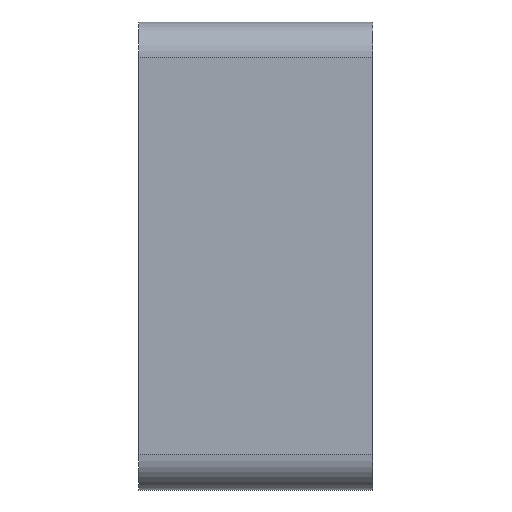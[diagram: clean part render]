
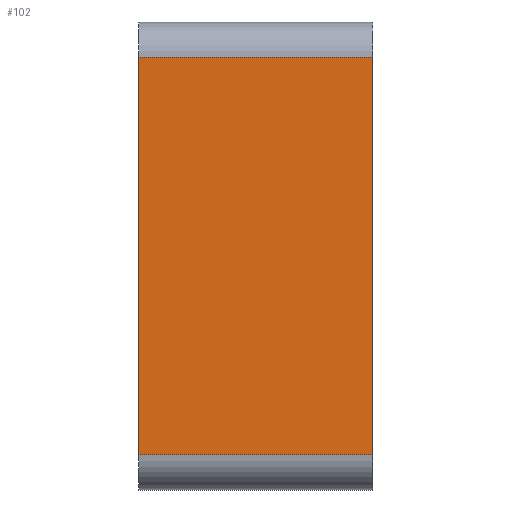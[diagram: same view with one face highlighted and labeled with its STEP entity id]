
A CAD part, front view. The second image highlights one B-rep face of the part: STEP entity #102.
In plain terms, the highlighted planar face has unit normal (0, -1, 0).
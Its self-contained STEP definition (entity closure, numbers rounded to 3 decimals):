
#22=FACE_OUTER_BOUND('',#28,.T.);
#28=EDGE_LOOP('',(#89,#90,#91,#92));
#30=LINE('',#166,#38);
#32=LINE('',#172,#40);
#35=LINE('',#179,#43);
#36=LINE('',#182,#44);
#38=VECTOR('',#136,10.);
#40=VECTOR('',#142,10.);
#43=VECTOR('',#149,10.);
#44=VECTOR('',#154,10.);
#50=VERTEX_POINT('',#160);
#52=VERTEX_POINT('',#164);
#53=VERTEX_POINT('',#168);
#56=VERTEX_POINT('',#178);
#60=EDGE_CURVE('',#50,#52,#30,.T.);
#63=EDGE_CURVE('',#50,#53,#32,.T.);
#66=EDGE_CURVE('',#56,#53,#35,.T.);
#68=EDGE_CURVE('',#56,#52,#36,.T.);
#89=ORIENTED_EDGE('',*,*,#63,.F.);
#90=ORIENTED_EDGE('',*,*,#60,.T.);
#91=ORIENTED_EDGE('',*,*,#68,.F.);
#92=ORIENTED_EDGE('',*,*,#66,.T.);
#96=PLANE('',#126);
#102=ADVANCED_FACE('',(#22),#96,.T.);
#126=AXIS2_PLACEMENT_3D('',#183,#155,#156);
#136=DIRECTION('',(0.,0.,1.));
#142=DIRECTION('',(-1.,0.,0.));
#149=DIRECTION('',(0.,0.,-1.));
#154=DIRECTION('',(1.,0.,0.));
#155=DIRECTION('center_axis',(0.,-1.,0.));
#156=DIRECTION('ref_axis',(0.,0.,-1.));
#160=CARTESIAN_POINT('',(50.,-15.,-85.));
#164=CARTESIAN_POINT('',(50.,-15.,85.));
#166=CARTESIAN_POINT('',(50.,-15.,-100.));
#168=CARTESIAN_POINT('',(-50.,-15.,-85.));
#172=CARTESIAN_POINT('',(25.,-15.,-85.));
#178=CARTESIAN_POINT('',(-50.,-15.,85.));
#179=CARTESIAN_POINT('',(-50.,-15.,100.));
#182=CARTESIAN_POINT('',(-25.,-15.,85.));
#183=CARTESIAN_POINT('Origin',(0.,-15.,0.));
